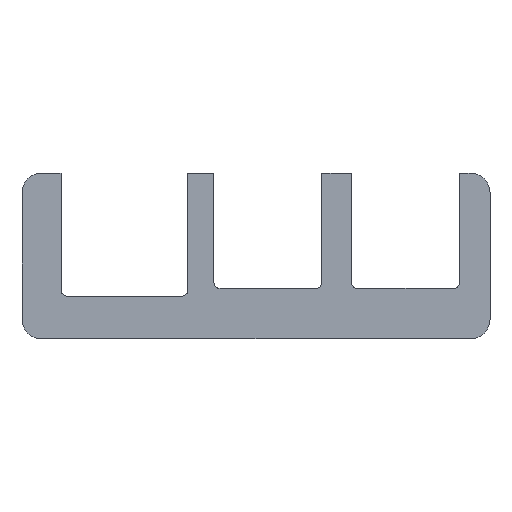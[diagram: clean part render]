
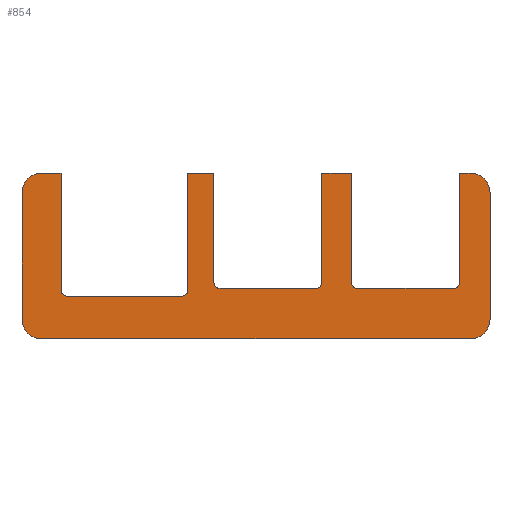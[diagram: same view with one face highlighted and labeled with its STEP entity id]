
A CAD part, top view. The second image highlights one B-rep face of the part: STEP entity #854.
In plain terms, the highlighted planar face has unit normal (0, 0, 1).
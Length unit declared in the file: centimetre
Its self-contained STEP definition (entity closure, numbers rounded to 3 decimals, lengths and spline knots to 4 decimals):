
#18=PLANE('',#903);
#49=FACE_OUTER_BOUND('',#94,.T.);
#94=EDGE_LOOP('',(#584,#585,#586,#587,#588,#589,#590,#591,#592,#593,#594,
#595,#596,#597,#598,#599,#600,#601,#602,#603,#604,#605,#606,#607,#608,#609));
#140=LINE('',#1240,#238);
#141=LINE('',#1242,#239);
#142=LINE('',#1246,#240);
#143=LINE('',#1250,#241);
#144=LINE('',#1252,#242);
#145=LINE('',#1254,#243);
#146=LINE('',#1258,#244);
#147=LINE('',#1262,#245);
#148=LINE('',#1264,#246);
#149=LINE('',#1266,#247);
#150=LINE('',#1270,#248);
#151=LINE('',#1274,#249);
#152=LINE('',#1276,#250);
#153=LINE('',#1280,#251);
#154=LINE('',#1284,#252);
#155=LINE('',#1287,#253);
#238=VECTOR('',#988,0.14);
#239=VECTOR('',#989,1.43);
#240=VECTOR('',#992,1.25);
#241=VECTOR('',#995,1.43);
#242=VECTOR('',#996,0.39);
#243=VECTOR('',#997,1.43);
#244=VECTOR('',#1000,1.25);
#245=VECTOR('',#1003,1.43);
#246=VECTOR('',#1004,0.34);
#247=VECTOR('',#1005,1.53);
#248=VECTOR('',#1008,1.5);
#249=VECTOR('',#1011,1.53);
#250=VECTOR('',#1012,0.25);
#251=VECTOR('',#1015,1.65);
#252=VECTOR('',#1018,5.6);
#253=VECTOR('',#1021,1.65);
#335=CIRCLE('',#902,0.26);
#336=CIRCLE('',#904,0.08);
#337=CIRCLE('',#905,0.08);
#338=CIRCLE('',#906,0.08);
#339=CIRCLE('',#907,0.08);
#340=CIRCLE('',#908,0.08);
#341=CIRCLE('',#909,0.08);
#342=CIRCLE('',#910,0.26);
#343=CIRCLE('',#911,0.26);
#344=CIRCLE('',#912,0.26);
#367=VERTEX_POINT('',#1233);
#368=VERTEX_POINT('',#1235);
#369=VERTEX_POINT('',#1239);
#370=VERTEX_POINT('',#1241);
#371=VERTEX_POINT('',#1243);
#372=VERTEX_POINT('',#1245);
#373=VERTEX_POINT('',#1247);
#374=VERTEX_POINT('',#1249);
#375=VERTEX_POINT('',#1251);
#376=VERTEX_POINT('',#1253);
#377=VERTEX_POINT('',#1255);
#378=VERTEX_POINT('',#1257);
#379=VERTEX_POINT('',#1259);
#380=VERTEX_POINT('',#1261);
#381=VERTEX_POINT('',#1263);
#382=VERTEX_POINT('',#1265);
#383=VERTEX_POINT('',#1267);
#384=VERTEX_POINT('',#1269);
#385=VERTEX_POINT('',#1271);
#386=VERTEX_POINT('',#1273);
#387=VERTEX_POINT('',#1275);
#388=VERTEX_POINT('',#1277);
#389=VERTEX_POINT('',#1279);
#390=VERTEX_POINT('',#1281);
#391=VERTEX_POINT('',#1283);
#392=VERTEX_POINT('',#1285);
#453=EDGE_CURVE('',#367,#368,#335,.T.);
#455=EDGE_CURVE('',#367,#369,#140,.T.);
#456=EDGE_CURVE('',#370,#369,#141,.T.);
#457=EDGE_CURVE('',#370,#371,#336,.T.);
#458=EDGE_CURVE('',#372,#371,#142,.T.);
#459=EDGE_CURVE('',#372,#373,#337,.T.);
#460=EDGE_CURVE('',#374,#373,#143,.T.);
#461=EDGE_CURVE('',#374,#375,#144,.T.);
#462=EDGE_CURVE('',#376,#375,#145,.T.);
#463=EDGE_CURVE('',#376,#377,#338,.T.);
#464=EDGE_CURVE('',#378,#377,#146,.T.);
#465=EDGE_CURVE('',#378,#379,#339,.T.);
#466=EDGE_CURVE('',#380,#379,#147,.T.);
#467=EDGE_CURVE('',#380,#381,#148,.T.);
#468=EDGE_CURVE('',#382,#381,#149,.T.);
#469=EDGE_CURVE('',#382,#383,#340,.T.);
#470=EDGE_CURVE('',#384,#383,#150,.T.);
#471=EDGE_CURVE('',#384,#385,#341,.T.);
#472=EDGE_CURVE('',#386,#385,#151,.T.);
#473=EDGE_CURVE('',#386,#387,#152,.T.);
#474=EDGE_CURVE('',#388,#387,#342,.T.);
#475=EDGE_CURVE('',#388,#389,#153,.T.);
#476=EDGE_CURVE('',#389,#390,#343,.T.);
#477=EDGE_CURVE('',#390,#391,#154,.T.);
#478=EDGE_CURVE('',#391,#392,#344,.T.);
#479=EDGE_CURVE('',#392,#368,#155,.T.);
#584=ORIENTED_EDGE('',*,*,#453,.F.);
#585=ORIENTED_EDGE('',*,*,#455,.T.);
#586=ORIENTED_EDGE('',*,*,#456,.F.);
#587=ORIENTED_EDGE('',*,*,#457,.T.);
#588=ORIENTED_EDGE('',*,*,#458,.F.);
#589=ORIENTED_EDGE('',*,*,#459,.T.);
#590=ORIENTED_EDGE('',*,*,#460,.F.);
#591=ORIENTED_EDGE('',*,*,#461,.T.);
#592=ORIENTED_EDGE('',*,*,#462,.F.);
#593=ORIENTED_EDGE('',*,*,#463,.T.);
#594=ORIENTED_EDGE('',*,*,#464,.F.);
#595=ORIENTED_EDGE('',*,*,#465,.T.);
#596=ORIENTED_EDGE('',*,*,#466,.F.);
#597=ORIENTED_EDGE('',*,*,#467,.T.);
#598=ORIENTED_EDGE('',*,*,#468,.F.);
#599=ORIENTED_EDGE('',*,*,#469,.T.);
#600=ORIENTED_EDGE('',*,*,#470,.F.);
#601=ORIENTED_EDGE('',*,*,#471,.T.);
#602=ORIENTED_EDGE('',*,*,#472,.F.);
#603=ORIENTED_EDGE('',*,*,#473,.T.);
#604=ORIENTED_EDGE('',*,*,#474,.F.);
#605=ORIENTED_EDGE('',*,*,#475,.T.);
#606=ORIENTED_EDGE('',*,*,#476,.T.);
#607=ORIENTED_EDGE('',*,*,#477,.T.);
#608=ORIENTED_EDGE('',*,*,#478,.T.);
#609=ORIENTED_EDGE('',*,*,#479,.T.);
#854=ADVANCED_FACE('',(#49),#18,.T.);
#902=AXIS2_PLACEMENT_3D('',#1236,#983,#984);
#903=AXIS2_PLACEMENT_3D('',#1238,#986,#987);
#904=AXIS2_PLACEMENT_3D('',#1244,#990,#991);
#905=AXIS2_PLACEMENT_3D('',#1248,#993,#994);
#906=AXIS2_PLACEMENT_3D('',#1256,#998,#999);
#907=AXIS2_PLACEMENT_3D('',#1260,#1001,#1002);
#908=AXIS2_PLACEMENT_3D('',#1268,#1006,#1007);
#909=AXIS2_PLACEMENT_3D('',#1272,#1009,#1010);
#910=AXIS2_PLACEMENT_3D('',#1278,#1013,#1014);
#911=AXIS2_PLACEMENT_3D('',#1282,#1016,#1017);
#912=AXIS2_PLACEMENT_3D('',#1286,#1019,#1020);
#983=DIRECTION('center_axis',(0.,0.,-1.));
#984=DIRECTION('ref_axis',(0.707,0.707,0.));
#986=DIRECTION('center_axis',(0.,0.,1.));
#987=DIRECTION('ref_axis',(1.,0.,0.));
#988=DIRECTION('',(-1.,0.,0.));
#989=DIRECTION('',(0.,1.,0.));
#990=DIRECTION('center_axis',(0.,0.,-1.));
#991=DIRECTION('ref_axis',(1.,0.,0.));
#992=DIRECTION('',(1.,0.,0.));
#993=DIRECTION('center_axis',(0.,0.,-1.));
#994=DIRECTION('ref_axis',(1.,0.,0.));
#995=DIRECTION('',(0.,-1.,0.));
#996=DIRECTION('',(-1.,0.,0.));
#997=DIRECTION('',(0.,1.,0.));
#998=DIRECTION('center_axis',(0.,0.,-1.));
#999=DIRECTION('ref_axis',(1.,0.,0.));
#1000=DIRECTION('',(1.,0.,0.));
#1001=DIRECTION('center_axis',(0.,0.,-1.));
#1002=DIRECTION('ref_axis',(1.,0.,0.));
#1003=DIRECTION('',(0.,-1.,0.));
#1004=DIRECTION('',(-1.,0.,0.));
#1005=DIRECTION('',(0.,1.,0.));
#1006=DIRECTION('center_axis',(0.,0.,-1.));
#1007=DIRECTION('ref_axis',(1.,0.,0.));
#1008=DIRECTION('',(1.,0.,0.));
#1009=DIRECTION('center_axis',(0.,0.,-1.));
#1010=DIRECTION('ref_axis',(1.,0.,0.));
#1011=DIRECTION('',(0.,-1.,0.));
#1012=DIRECTION('',(-1.,0.,0.));
#1013=DIRECTION('center_axis',(0.,0.,-1.));
#1014=DIRECTION('ref_axis',(-0.707,0.707,0.));
#1015=DIRECTION('',(0.,-1.,0.));
#1016=DIRECTION('center_axis',(0.,0.,1.));
#1017=DIRECTION('ref_axis',(1.,0.,0.));
#1018=DIRECTION('',(1.,0.,0.));
#1019=DIRECTION('center_axis',(0.,0.,1.));
#1020=DIRECTION('ref_axis',(1.,0.,0.));
#1021=DIRECTION('',(0.,1.,0.));
#1233=CARTESIAN_POINT('',(2.8,1.335,8.66));
#1235=CARTESIAN_POINT('',(3.06,1.075,8.66));
#1236=CARTESIAN_POINT('Origin',(2.8,1.075,8.66));
#1238=CARTESIAN_POINT('Origin',(-2.8,0.575,8.66));
#1239=CARTESIAN_POINT('',(2.66,1.335,8.66));
#1240=CARTESIAN_POINT('',(-2.8,1.335,8.66));
#1241=CARTESIAN_POINT('',(2.66,-0.095,8.66));
#1242=CARTESIAN_POINT('',(2.66,0.835,8.66));
#1243=CARTESIAN_POINT('',(2.58,-0.175,8.66));
#1244=CARTESIAN_POINT('Origin',(2.58,-0.095,8.66));
#1245=CARTESIAN_POINT('',(1.33,-0.175,8.66));
#1246=CARTESIAN_POINT('',(1.25,-0.175,8.66));
#1247=CARTESIAN_POINT('',(1.25,-0.095,8.66));
#1248=CARTESIAN_POINT('Origin',(1.33,-0.095,8.66));
#1249=CARTESIAN_POINT('',(1.25,1.335,8.66));
#1250=CARTESIAN_POINT('',(1.25,0.835,8.66));
#1251=CARTESIAN_POINT('',(0.86,1.335,8.66));
#1252=CARTESIAN_POINT('',(-2.8,1.335,8.66));
#1253=CARTESIAN_POINT('',(0.86,-0.095,8.66));
#1254=CARTESIAN_POINT('',(0.86,0.835,8.66));
#1255=CARTESIAN_POINT('',(0.78,-0.175,8.66));
#1256=CARTESIAN_POINT('Origin',(0.78,-0.095,8.66));
#1257=CARTESIAN_POINT('',(-0.47,-0.175,8.66));
#1258=CARTESIAN_POINT('',(-0.55,-0.175,8.66));
#1259=CARTESIAN_POINT('',(-0.55,-0.095,8.66));
#1260=CARTESIAN_POINT('Origin',(-0.47,-0.095,
8.66));
#1261=CARTESIAN_POINT('',(-0.55,1.335,8.66));
#1262=CARTESIAN_POINT('',(-0.55,0.835,8.66));
#1263=CARTESIAN_POINT('',(-0.89,1.335,8.66));
#1264=CARTESIAN_POINT('',(-2.8,1.335,8.66));
#1265=CARTESIAN_POINT('',(-0.89,-0.195,8.66));
#1266=CARTESIAN_POINT('',(-0.89,0.835,8.66));
#1267=CARTESIAN_POINT('',(-0.97,-0.275,8.66));
#1268=CARTESIAN_POINT('Origin',(-0.97,-0.195,8.66));
#1269=CARTESIAN_POINT('',(-2.47,-0.275,8.66));
#1270=CARTESIAN_POINT('',(-2.55,-0.275,8.66));
#1271=CARTESIAN_POINT('',(-2.55,-0.195,8.66));
#1272=CARTESIAN_POINT('Origin',(-2.47,-0.195,8.66));
#1273=CARTESIAN_POINT('',(-2.55,1.335,8.66));
#1274=CARTESIAN_POINT('',(-2.55,0.835,8.66));
#1275=CARTESIAN_POINT('',(-2.8,1.335,8.66));
#1276=CARTESIAN_POINT('',(-2.8,1.335,8.66));
#1277=CARTESIAN_POINT('',(-3.06,1.075,8.66));
#1278=CARTESIAN_POINT('Origin',(-2.8,1.075,8.66));
#1279=CARTESIAN_POINT('',(-3.06,-0.575,8.66));
#1280=CARTESIAN_POINT('',(-3.06,0.575,8.66));
#1281=CARTESIAN_POINT('',(-2.8,-0.835,8.66));
#1282=CARTESIAN_POINT('Origin',(-2.8,-0.575,8.66));
#1283=CARTESIAN_POINT('',(2.8,-0.835,8.66));
#1284=CARTESIAN_POINT('',(-2.8,-0.835,8.66));
#1285=CARTESIAN_POINT('',(3.06,-0.575,8.66));
#1286=CARTESIAN_POINT('Origin',(2.8,-0.575,8.66));
#1287=CARTESIAN_POINT('',(3.06,-0.575,8.66));
